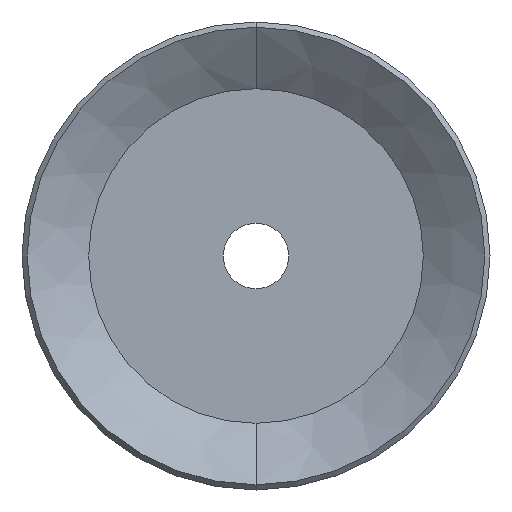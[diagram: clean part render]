
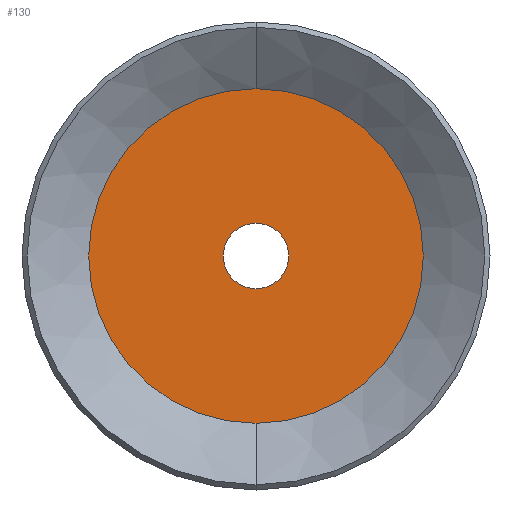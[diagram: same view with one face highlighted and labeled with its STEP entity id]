
A CAD part, front view. The second image highlights one B-rep face of the part: STEP entity #130.
In plain terms, the highlighted planar face has unit normal (0, -1, 0).
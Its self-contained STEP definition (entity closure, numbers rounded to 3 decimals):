
#130=ADVANCED_FACE('',(#314,#315),#316,.F.);
#314=FACE_OUTER_BOUND('',#548,.T.);
#315=FACE_BOUND('',#549,.T.);
#316=PLANE('',#550);
#548=EDGE_LOOP('',(#4025,#4026));
#549=EDGE_LOOP('',(#4027,#4028));
#550=AXIS2_PLACEMENT_3D('',#4029,#4030,#4031);
#4025=ORIENTED_EDGE('',*,*,#4419,.F.);
#4026=ORIENTED_EDGE('',*,*,#4500,.F.);
#4027=ORIENTED_EDGE('',*,*,#4502,.T.);
#4028=ORIENTED_EDGE('',*,*,#4414,.T.);
#4029=CARTESIAN_POINT('',(8.935,-9.,0.0));
#4030=DIRECTION('',(0.0,1.0,0.0));
#4031=DIRECTION('',(0.0,0.0,1.0));
#4414=EDGE_CURVE('',#4670,#4671,#4672,.T.);
#4419=EDGE_CURVE('',#4679,#4680,#4681,.T.);
#4500=EDGE_CURVE('',#4680,#4679,#4816,.T.);
#4502=EDGE_CURVE('',#4671,#4670,#4818,.T.);
#4670=VERTEX_POINT('',#5041);
#4671=VERTEX_POINT('',#5042);
#4672=CIRCLE('',#5043,1.75);
#4679=VERTEX_POINT('',#5052);
#4680=VERTEX_POINT('',#5053);
#4681=CIRCLE('',#5054,8.935);
#4816=CIRCLE('',#5606,8.935);
#4818=CIRCLE('',#5608,1.75);
#5041=CARTESIAN_POINT('',(0.,-9.,-1.75));
#5042=CARTESIAN_POINT('',(0.0,-9.,1.75));
#5043=AXIS2_PLACEMENT_3D('',#6775,#6776,#6777);
#5052=CARTESIAN_POINT('',(0.0,-9.,8.935));
#5053=CARTESIAN_POINT('',(0.,-9.,-8.935));
#5054=AXIS2_PLACEMENT_3D('',#6783,#6784,#6785);
#5606=AXIS2_PLACEMENT_3D('',#6883,#6884,#6885);
#5608=AXIS2_PLACEMENT_3D('',#6886,#6887,#6888);
#6775=CARTESIAN_POINT('',(0.0,-9.,0.0));
#6776=DIRECTION('',(0.0,1.0,0.0));
#6777=DIRECTION('',(0.0,0.0,1.0));
#6783=CARTESIAN_POINT('',(0.0,-9.,0.0));
#6784=DIRECTION('',(0.0,1.0,0.0));
#6785=DIRECTION('',(0.0,0.0,1.0));
#6883=CARTESIAN_POINT('',(0.0,-9.,0.0));
#6884=DIRECTION('',(0.0,1.0,0.0));
#6885=DIRECTION('',(0.0,0.0,1.0));
#6886=CARTESIAN_POINT('',(0.0,-9.,0.0));
#6887=DIRECTION('',(0.0,1.0,0.0));
#6888=DIRECTION('',(0.0,0.0,1.0));
